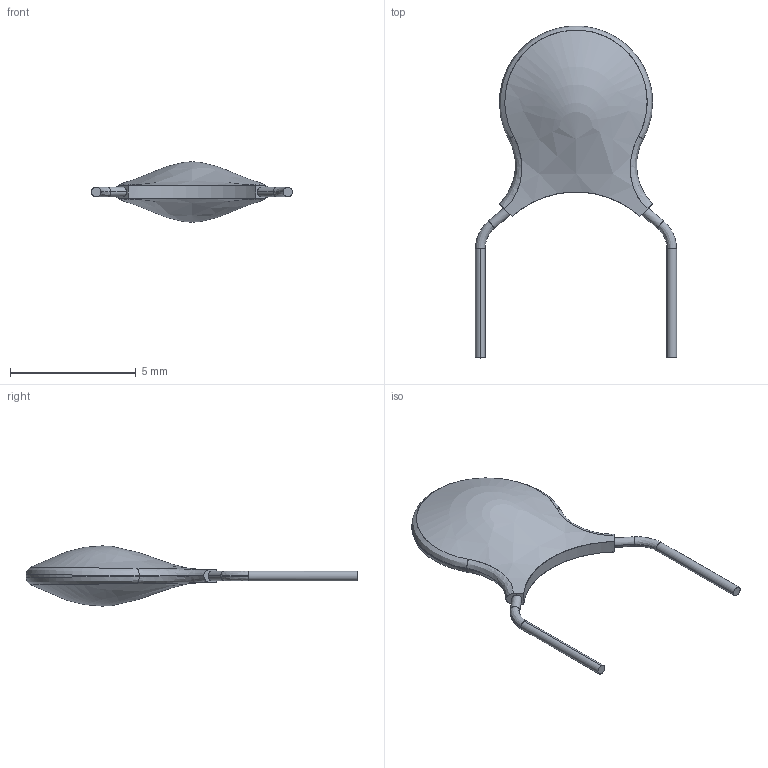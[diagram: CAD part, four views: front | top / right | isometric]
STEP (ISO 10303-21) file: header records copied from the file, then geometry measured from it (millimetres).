
FILE_DESCRIPTION(/* description */ (''),/* implementation_level */ '2;1');
FILE_NAME(/* name */ 'TH8E87~1',/* time_stamp */ '2017-04-05T13:52:48+03:00',/* author */ (''),/* organization */ (''),/* preprocessor_version */ 'ST-DEVELOPER v15',/* originating_system */ '',/* authorisation */ '');
FILE_SCHEMA (('AUTOMOTIVE_DESIGN'));
Length unit declared in the file: inch
Products named in the file (2): Document; Block 01
Assembly tree (1 placements, depth 2):
  Document
    Block 01
Bounding box: 8 x 13.21 x 2.39 mm (x, y, z)
Surface area: 100.5 mm2 (no closed solid volume)
Topology: 0 solids, 30 shells, 34 faces, 148 edges, 144 vertices
Faces by surface type: bspline 30, plane 4
Entity records: 3705 total; most frequent: CARTESIAN_POINT 2674, ORIENTED_EDGE 152, EDGE_CURVE 148, VERTEX_POINT 144, B_SPLINE_CURVE_WITH_KNOTS 86, EDGE_LOOP 36, ADVANCED_FACE 34, FACE_OUTER_BOUND 34
